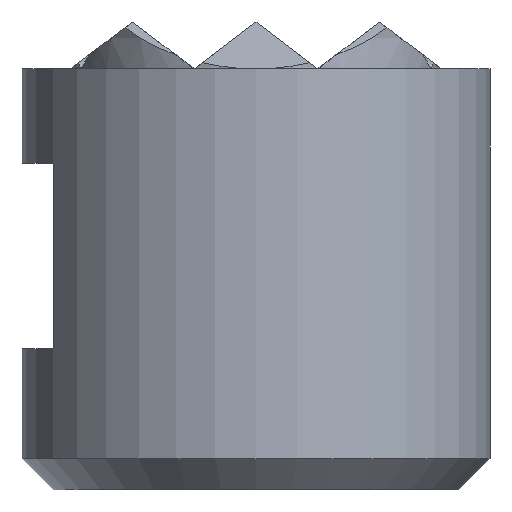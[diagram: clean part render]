
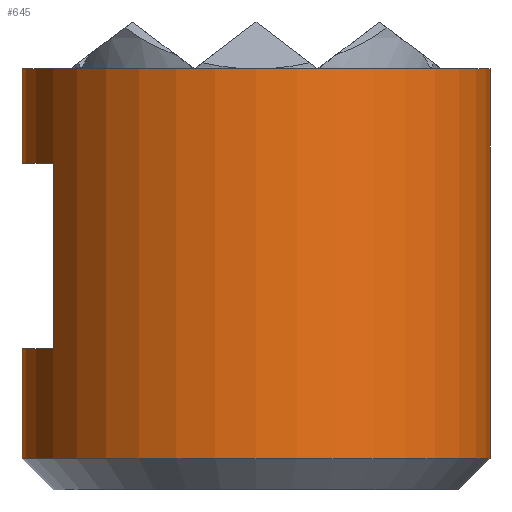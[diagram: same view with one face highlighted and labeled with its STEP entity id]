
A CAD part, front view. The second image highlights one B-rep face of the part: STEP entity #645.
In plain terms, the highlighted cylindrical face has radius 6 mm (diameter 12 mm), a partial arc.
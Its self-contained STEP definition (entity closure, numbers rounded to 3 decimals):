
#295=VERTEX_POINT('',#816);
#309=EDGE_CURVE('',#317,#607,#832,.T.);
#317=VERTEX_POINT('',#841);
#325=EDGE_CURVE('',#563,#607,#849,.T.);
#373=VERTEX_POINT('',#905);
#399=EDGE_CURVE('',#469,#603,#933,.T.);
#459=EDGE_CURVE('',#317,#373,#1001,.T.);
#463=EDGE_CURVE('',#629,#469,#1006,.T.);
#469=VERTEX_POINT('',#1013);
#517=EDGE_CURVE('',#603,#373,#1066,.T.);
#535=EDGE_CURVE('',#629,#295,#1085,.T.);
#537=EDGE_CURVE('',#295,#563,#1087,.T.);
#563=VERTEX_POINT('',#1117);
#603=VERTEX_POINT('',#1163);
#607=VERTEX_POINT('',#1167);
#629=VERTEX_POINT('',#1193);
#645=ADVANCED_FACE('',(#1209),#1210,.T.);
#816=CARTESIAN_POINT('',(-6.,0.,10.8));
#832=CIRCLE('',#1412,6.0);
#841=CARTESIAN_POINT('',(-6.,0.,0.8));
#849=LINE('',#1436,#1437);
#905=CARTESIAN_POINT('',(-6.,0.,3.625));
#933=LINE('',#1545,#1546);
#1001=LINE('',#1638,#1639);
#1006=CIRCLE('',#1645,6.0);
#1013=CARTESIAN_POINT('',(-5.2,-2.993,8.375));
#1066=CIRCLE('',#1725,6.0);
#1085=LINE('',#1753,#1754);
#1087=CIRCLE('',#1757,6.0);
#1117=CARTESIAN_POINT('',(6.,0.,10.8));
#1163=CARTESIAN_POINT('',(-5.2,-2.993,3.625));
#1167=CARTESIAN_POINT('',(6.,0.,0.8));
#1193=CARTESIAN_POINT('',(-6.,0.,8.375));
#1209=FACE_OUTER_BOUND('',#1908,.T.);
#1210=CYLINDRICAL_SURFACE('',#1909,6.0);
#1412=AXIS2_PLACEMENT_3D('',#2166,#2167,#2168);
#1436=CARTESIAN_POINT('',(6.,0.,5.8));
#1437=VECTOR('',#2190,1.0);
#1545=CARTESIAN_POINT('',(-5.2,-2.993,5.8));
#1546=VECTOR('',#2300,1.0);
#1638=CARTESIAN_POINT('',(-6.,0.,5.8));
#1639=VECTOR('',#2390,1.0);
#1645=AXIS2_PLACEMENT_3D('',#2399,#2400,#2401);
#1725=AXIS2_PLACEMENT_3D('',#2480,#2481,#2482);
#1753=CARTESIAN_POINT('',(-6.,0.,5.8));
#1754=VECTOR('',#2500,1.0);
#1757=AXIS2_PLACEMENT_3D('',#2501,#2502,#2503);
#1908=EDGE_LOOP('',(#2671,#2672,#2673,#2674,#2675,#2676,#2677,#2678));
#1909=AXIS2_PLACEMENT_3D('',#2679,#2680,#2681);
#2166=CARTESIAN_POINT('',(0.,0.,0.8));
#2167=DIRECTION('',(0.,0.,1.0));
#2168=DIRECTION('',(-1.0,0.,0.));
#2190=DIRECTION('',(0.,0.,-1.0));
#2300=DIRECTION('',(0.,0.,-1.0));
#2390=DIRECTION('',(0.,0.,1.0));
#2399=CARTESIAN_POINT('',(0.,0.,8.375));
#2400=DIRECTION('',(0.,0.,1.0));
#2401=DIRECTION('',(-1.0,0.,0.));
#2480=CARTESIAN_POINT('',(0.,0.,3.625));
#2481=DIRECTION('',(0.,0.,-1.0));
#2482=DIRECTION('',(-1.0,0.,0.));
#2500=DIRECTION('',(0.,0.,1.0));
#2501=CARTESIAN_POINT('',(0.,0.,10.8));
#2502=DIRECTION('',(0.,0.,1.0));
#2503=DIRECTION('',(-1.0,0.,0.));
#2671=ORIENTED_EDGE('',*,*,#459,.F.);
#2672=ORIENTED_EDGE('',*,*,#309,.T.);
#2673=ORIENTED_EDGE('',*,*,#325,.F.);
#2674=ORIENTED_EDGE('',*,*,#537,.F.);
#2675=ORIENTED_EDGE('',*,*,#535,.F.);
#2676=ORIENTED_EDGE('',*,*,#463,.T.);
#2677=ORIENTED_EDGE('',*,*,#399,.T.);
#2678=ORIENTED_EDGE('',*,*,#517,.T.);
#2679=CARTESIAN_POINT('',(0.,0.,5.8));
#2680=DIRECTION('',(0.,0.,-1.0));
#2681=DIRECTION('',(-1.0,0.,0.));
